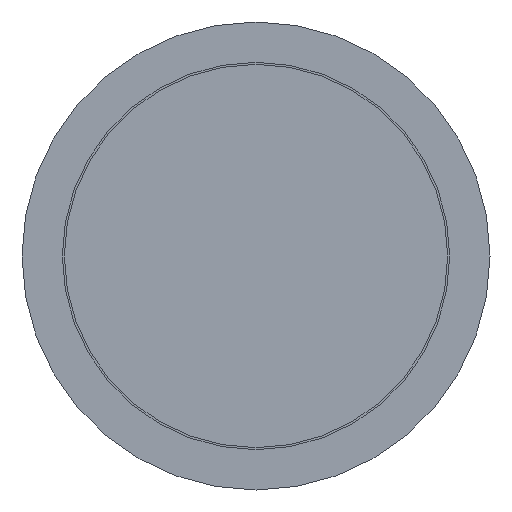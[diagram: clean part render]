
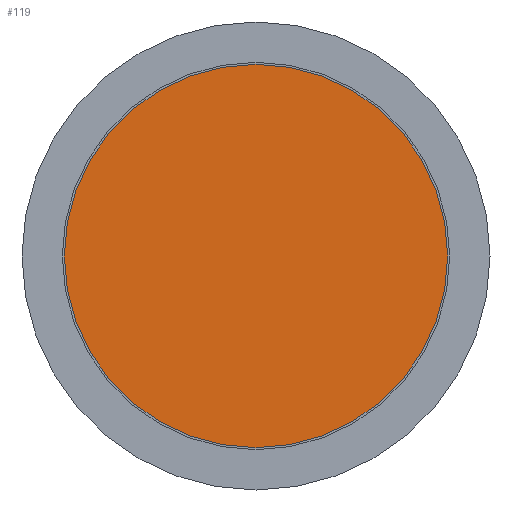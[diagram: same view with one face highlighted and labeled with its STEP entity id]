
A CAD part, front view. The second image highlights one B-rep face of the part: STEP entity #119.
In plain terms, the highlighted planar face has unit normal (0, -1, 0).
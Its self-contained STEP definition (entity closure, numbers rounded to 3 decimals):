
#14 = CARTESIAN_POINT ( 'NONE',  ( -23.75, 0., 0. ) ) ;
#15 = DIRECTION ( 'NONE',  ( 0., -1., 0. ) ) ;
#64 = CIRCLE ( 'NONE', #522, 23.75 ) ;
#99 = FACE_OUTER_BOUND ( 'NONE', #369, .T. ) ;
#119 = ADVANCED_FACE ( 'NONE', ( #99 ), #529, .F. ) ;
#136 = AXIS2_PLACEMENT_3D ( 'NONE', #14, #534, #354 ) ;
#210 = VERTEX_POINT ( 'NONE', #257 ) ;
#222 = CARTESIAN_POINT ( 'NONE',  ( 0., 0., 0. ) ) ;
#257 = CARTESIAN_POINT ( 'NONE',  ( 0., 0., -23.75 ) ) ;
#271 = DIRECTION ( 'NONE',  ( 0., 0., -1. ) ) ;
#337 = EDGE_CURVE ( 'NONE', #210, #210, #64, .T. ) ;
#354 = DIRECTION ( 'NONE',  ( 0., 0., 1. ) ) ;
#369 = EDGE_LOOP ( 'NONE', ( #551 ) ) ;
#522 = AXIS2_PLACEMENT_3D ( 'NONE', #222, #15, #271 ) ;
#529 = PLANE ( 'NONE',  #136 ) ;
#534 = DIRECTION ( 'NONE',  ( 0., 1., 0. ) ) ;
#551 = ORIENTED_EDGE ( 'NONE', *, *, #337, .T. ) ;
